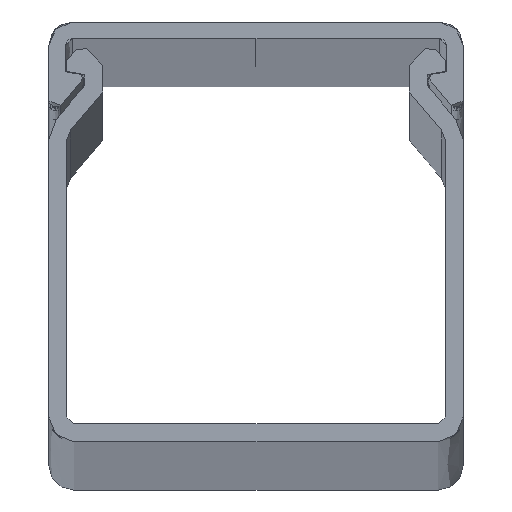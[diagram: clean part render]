
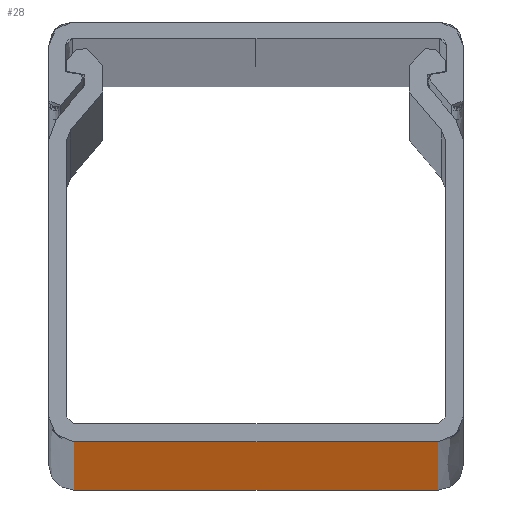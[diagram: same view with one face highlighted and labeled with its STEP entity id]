
A CAD part, top view. The second image highlights one B-rep face of the part: STEP entity #28.
In plain terms, the highlighted planar face has unit normal (0, -1, 0).
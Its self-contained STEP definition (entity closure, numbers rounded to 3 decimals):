
#28=ADVANCED_FACE('',(#83),#921,.T.);
#83=FACE_OUTER_BOUND('',#138,.T.);
#138=EDGE_LOOP('',(#229,#230,#231,#232));
#229=ORIENTED_EDGE('',*,*,#524,.T.);
#230=ORIENTED_EDGE('',*,*,#525,.T.);
#231=ORIENTED_EDGE('',*,*,#526,.T.);
#232=ORIENTED_EDGE('',*,*,#522,.F.);
#522=EDGE_CURVE('',#819,#820,#644,.T.);
#524=EDGE_CURVE('',#819,#821,#719,.T.);
#525=EDGE_CURVE('',#821,#822,#720,.T.);
#526=EDGE_CURVE('',#822,#820,#721,.T.);
#644=(
BOUNDED_CURVE()
B_SPLINE_CURVE(1,(#1333,#1334),.UNSPECIFIED.,.F.,.F.)
B_SPLINE_CURVE_WITH_KNOTS((2,2),(0.,2000.),.UNSPECIFIED.)
CURVE()
GEOMETRIC_REPRESENTATION_ITEM()
RATIONAL_B_SPLINE_CURVE((1.,1.))
REPRESENTATION_ITEM('')
);
#719=B_SPLINE_CURVE_WITH_KNOTS('',1,(#1338,#1339),.UNSPECIFIED.,.F.,.F.,
(2,2),(-13.2,13.2),.UNSPECIFIED.);
#720=B_SPLINE_CURVE_WITH_KNOTS('',1,(#1340,#1341),.UNSPECIFIED.,.F.,.F.,
(2,2),(-1000.,1000.),.UNSPECIFIED.);
#721=B_SPLINE_CURVE_WITH_KNOTS('',1,(#1342,#1343),.UNSPECIFIED.,.F.,.F.,
(2,2),(-13.2,13.2),.UNSPECIFIED.);
#819=VERTEX_POINT('',#1222);
#820=VERTEX_POINT('',#1223);
#821=VERTEX_POINT('',#1224);
#822=VERTEX_POINT('',#1225);
#921=PLANE('',#1048);
#1048=AXIS2_PLACEMENT_3D('',#1144,#1090,$);
#1090=DIRECTION('',(0.,-1.,0.));
#1144=CARTESIAN_POINT('',(-13.2,-11.832,0.));
#1222=CARTESIAN_POINT('',(-13.2,-11.832,0.));
#1223=CARTESIAN_POINT('',(-13.2,-11.832,2000.));
#1224=CARTESIAN_POINT('',(13.2,-11.832,0.));
#1225=CARTESIAN_POINT('',(13.2,-11.832,2000.));
#1333=CARTESIAN_POINT('',(-13.2,-11.832,0.));
#1334=CARTESIAN_POINT('',(-13.2,-11.832,2000.));
#1338=CARTESIAN_POINT('',(-13.2,-11.832,0.));
#1339=CARTESIAN_POINT('',(13.2,-11.832,0.));
#1340=CARTESIAN_POINT('',(13.2,-11.832,0.));
#1341=CARTESIAN_POINT('',(13.2,-11.832,2000.));
#1342=CARTESIAN_POINT('',(13.2,-11.832,2000.));
#1343=CARTESIAN_POINT('',(-13.2,-11.832,2000.));
